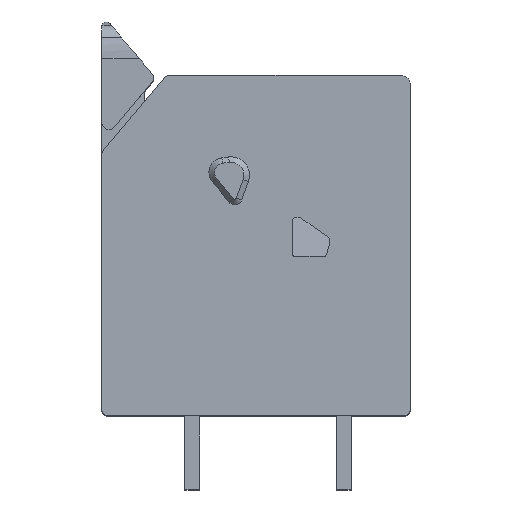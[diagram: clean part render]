
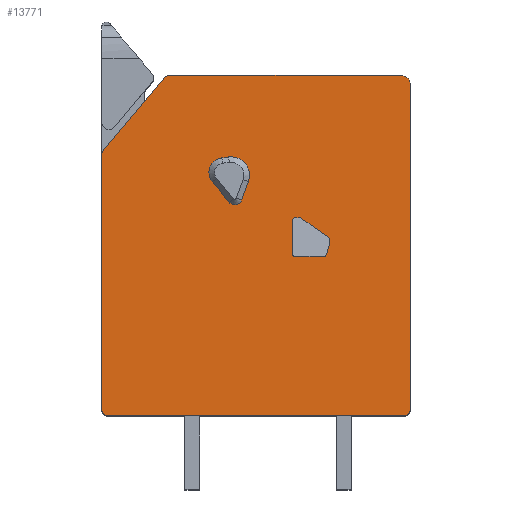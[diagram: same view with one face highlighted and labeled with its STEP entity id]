
A CAD part, top view. The second image highlights one B-rep face of the part: STEP entity #13771.
In plain terms, the highlighted planar face has unit normal (0, 0, 1).
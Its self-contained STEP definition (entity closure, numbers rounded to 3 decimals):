
#153=PLANE('',#14569);
#478=CIRCLE('',#14263,0.3);
#548=CIRCLE('',#14398,0.3);
#618=CIRCLE('',#14512,0.3);
#619=CIRCLE('',#14515,0.3);
#621=CIRCLE('',#14519,0.5);
#668=CIRCLE('',#14568,0.3);
#669=CIRCLE('',#14570,0.2);
#670=CIRCLE('',#14571,0.2);
#671=CIRCLE('',#14572,0.3);
#672=CIRCLE('',#14573,0.3);
#673=CIRCLE('',#14574,1.);
#674=CIRCLE('',#14575,0.4);
#675=CIRCLE('',#14576,0.8);
#1676=ORIENTED_EDGE('',*,*,#4541,.F.);
#1677=ORIENTED_EDGE('',*,*,#4542,.F.);
#1678=ORIENTED_EDGE('',*,*,#4543,.F.);
#1679=ORIENTED_EDGE('',*,*,#4544,.F.);
#1680=ORIENTED_EDGE('',*,*,#3860,.F.);
#1681=ORIENTED_EDGE('',*,*,#4545,.T.);
#1682=ORIENTED_EDGE('',*,*,#4546,.F.);
#1683=ORIENTED_EDGE('',*,*,#4547,.F.);
#1684=ORIENTED_EDGE('',*,*,#4548,.F.);
#1685=ORIENTED_EDGE('',*,*,#4549,.F.);
#1686=ORIENTED_EDGE('',*,*,#4550,.F.);
#1687=ORIENTED_EDGE('',*,*,#4551,.F.);
#1688=ORIENTED_EDGE('',*,*,#4552,.F.);
#1689=ORIENTED_EDGE('',*,*,#4553,.F.);
#1690=ORIENTED_EDGE('',*,*,#4554,.F.);
#1691=ORIENTED_EDGE('',*,*,#4555,.F.);
#1692=ORIENTED_EDGE('',*,*,#4099,.T.);
#1693=ORIENTED_EDGE('',*,*,#4147,.T.);
#1694=ORIENTED_EDGE('',*,*,#4399,.T.);
#1695=ORIENTED_EDGE('',*,*,#4412,.T.);
#1696=ORIENTED_EDGE('',*,*,#4414,.T.);
#1697=ORIENTED_EDGE('',*,*,#4436,.T.);
#1698=ORIENTED_EDGE('',*,*,#4440,.T.);
#1699=ORIENTED_EDGE('',*,*,#4538,.T.);
#1700=ORIENTED_EDGE('',*,*,#4540,.T.);
#1701=ORIENTED_EDGE('',*,*,#4170,.T.);
#3860=EDGE_CURVE('',#5340,#5338,#478,.T.);
#4099=EDGE_CURVE('',#5555,#5554,#548,.T.);
#4147=EDGE_CURVE('',#5554,#5600,#6441,.T.);
#4170=EDGE_CURVE('',#5617,#5555,#6461,.T.);
#4399=EDGE_CURVE('',#5600,#5817,#618,.T.);
#4412=EDGE_CURVE('',#5817,#5823,#6623,.T.);
#4414=EDGE_CURVE('',#5823,#5824,#619,.T.);
#4436=EDGE_CURVE('',#5824,#5836,#6642,.T.);
#4440=EDGE_CURVE('',#5836,#5838,#621,.T.);
#4538=EDGE_CURVE('',#5838,#5935,#6696,.T.);
#4540=EDGE_CURVE('',#5935,#5617,#668,.T.);
#4541=EDGE_CURVE('',#5936,#5937,#669,.T.);
#4542=EDGE_CURVE('',#5938,#5936,#6697,.T.);
#4543=EDGE_CURVE('',#5939,#5938,#670,.T.);
#4544=EDGE_CURVE('',#5338,#5939,#6698,.T.);
#4545=EDGE_CURVE('',#5340,#5940,#6699,.T.);
#4546=EDGE_CURVE('',#5941,#5940,#671,.T.);
#4547=EDGE_CURVE('',#5942,#5941,#6700,.T.);
#4548=EDGE_CURVE('',#5943,#5942,#672,.T.);
#4549=EDGE_CURVE('',#5937,#5943,#6701,.T.);
#4550=EDGE_CURVE('',#5944,#5945,#6702,.T.);
#4551=EDGE_CURVE('',#5946,#5944,#673,.T.);
#4552=EDGE_CURVE('',#5947,#5946,#6703,.T.);
#4553=EDGE_CURVE('',#5948,#5947,#674,.T.);
#4554=EDGE_CURVE('',#5949,#5948,#6704,.T.);
#4555=EDGE_CURVE('',#5945,#5949,#675,.T.);
#5338=VERTEX_POINT('',#18233);
#5340=VERTEX_POINT('',#18237);
#5554=VERTEX_POINT('',#18785);
#5555=VERTEX_POINT('',#18787);
#5600=VERTEX_POINT('',#18880);
#5617=VERTEX_POINT('',#18922);
#5817=VERTEX_POINT('',#19482);
#5823=VERTEX_POINT('',#19502);
#5824=VERTEX_POINT('',#19506);
#5836=VERTEX_POINT('',#19565);
#5838=VERTEX_POINT('',#19578);
#5935=VERTEX_POINT('',#19774);
#5936=VERTEX_POINT('',#19781);
#5937=VERTEX_POINT('',#19782);
#5938=VERTEX_POINT('',#19784);
#5939=VERTEX_POINT('',#19786);
#5940=VERTEX_POINT('',#19789);
#5941=VERTEX_POINT('',#19791);
#5942=VERTEX_POINT('',#19793);
#5943=VERTEX_POINT('',#19795);
#5944=VERTEX_POINT('',#19798);
#5945=VERTEX_POINT('',#19799);
#5946=VERTEX_POINT('',#19801);
#5947=VERTEX_POINT('',#19803);
#5948=VERTEX_POINT('',#19805);
#5949=VERTEX_POINT('',#19807);
#6441=LINE('',#18881,#7437);
#6461=LINE('',#18921,#7457);
#6623=LINE('',#19503,#7619);
#6642=LINE('',#19566,#7638);
#6696=LINE('',#19775,#7692);
#6697=LINE('',#19783,#7693);
#6698=LINE('',#19787,#7694);
#6699=LINE('',#19788,#7695);
#6700=LINE('',#19792,#7696);
#6701=LINE('',#19796,#7697);
#6702=LINE('',#19797,#7698);
#6703=LINE('',#19802,#7699);
#6704=LINE('',#19806,#7700);
#7437=VECTOR('',#15716,1000.);
#7457=VECTOR('',#15744,1000.);
#7619=VECTOR('',#16092,1000.);
#7638=VECTOR('',#16117,1000.);
#7692=VECTOR('',#16269,1000.);
#7693=VECTOR('',#16280,1000.);
#7694=VECTOR('',#16283,1000.);
#7695=VECTOR('',#16284,1000.);
#7696=VECTOR('',#16287,1000.);
#7697=VECTOR('',#16290,1000.);
#7698=VECTOR('',#16291,1000.);
#7699=VECTOR('',#16294,1000.);
#7700=VECTOR('',#16297,1000.);
#8393=EDGE_LOOP('',(#1676,#1677,#1678,#1679,#1680,#1681,#1682,#1683,#1684,
#1685));
#8394=EDGE_LOOP('',(#1686,#1687,#1688,#1689,#1690,#1691));
#8395=EDGE_LOOP('',(#1692,#1693,#1694,#1695,#1696,#1697,#1698,#1699,#1700,
#1701));
#9006=FACE_BOUND('',#8393,.T.);
#9007=FACE_BOUND('',#8394,.T.);
#9008=FACE_BOUND('',#8395,.T.);
#13771=ADVANCED_FACE('',(#9006,#9007,#9008),#153,.T.);
#14263=AXIS2_PLACEMENT_3D('',#18238,#15259,#15260);
#14398=AXIS2_PLACEMENT_3D('',#18786,#15648,#15649);
#14512=AXIS2_PLACEMENT_3D('',#19483,#16076,#16077);
#14515=AXIS2_PLACEMENT_3D('',#19507,#16096,#16097);
#14519=AXIS2_PLACEMENT_3D('',#19579,#16123,#16124);
#14568=AXIS2_PLACEMENT_3D('',#19778,#16274,#16275);
#14569=AXIS2_PLACEMENT_3D('',#19779,#16276,#16277);
#14570=AXIS2_PLACEMENT_3D('',#19780,#16278,#16279);
#14571=AXIS2_PLACEMENT_3D('',#19785,#16281,#16282);
#14572=AXIS2_PLACEMENT_3D('',#19790,#16285,#16286);
#14573=AXIS2_PLACEMENT_3D('',#19794,#16288,#16289);
#14574=AXIS2_PLACEMENT_3D('',#19800,#16292,#16293);
#14575=AXIS2_PLACEMENT_3D('',#19804,#16295,#16296);
#14576=AXIS2_PLACEMENT_3D('',#19808,#16298,#16299);
#15259=DIRECTION('',(0.,0.,1.));
#15260=DIRECTION('',(1.,0.,0.));
#15648=DIRECTION('',(0.,0.,1.));
#15649=DIRECTION('',(1.,0.,0.));
#15716=DIRECTION('',(0.,-1.,0.));
#15744=DIRECTION('',(-0.643,-0.766,0.));
#16076=DIRECTION('',(0.,0.,1.));
#16077=DIRECTION('',(1.,0.,0.));
#16092=DIRECTION('',(1.,0.,0.));
#16096=DIRECTION('',(0.,0.,1.));
#16097=DIRECTION('',(1.,0.,0.));
#16117=DIRECTION('',(0.,1.,0.));
#16123=DIRECTION('',(0.,0.,1.));
#16124=DIRECTION('',(1.,0.,0.));
#16269=DIRECTION('',(-1.,0.,0.));
#16274=DIRECTION('',(0.,0.,1.));
#16275=DIRECTION('',(1.,0.,0.));
#16276=DIRECTION('',(0.,0.,1.));
#16277=DIRECTION('',(1.,0.,0.));
#16278=DIRECTION('',(0.,0.,1.));
#16279=DIRECTION('',(1.,0.,0.));
#16280=DIRECTION('',(1.,0.,0.));
#16281=DIRECTION('',(0.,0.,1.));
#16282=DIRECTION('',(1.,0.,0.));
#16283=DIRECTION('',(0.,-1.,0.));
#16284=DIRECTION('',(1.,0.,0.));
#16285=DIRECTION('',(0.,0.,1.));
#16286=DIRECTION('',(1.,0.,0.));
#16287=DIRECTION('',(-0.819,0.574,0.));
#16288=DIRECTION('',(0.,0.,1.));
#16289=DIRECTION('',(1.,0.,0.));
#16290=DIRECTION('',(0.259,0.966,0.));
#16291=DIRECTION('',(-0.992,-0.128,0.));
#16292=DIRECTION('',(0.,0.,1.));
#16293=DIRECTION('',(1.,0.,0.));
#16294=DIRECTION('',(0.343,0.939,0.));
#16295=DIRECTION('',(0.,0.,1.));
#16296=DIRECTION('',(1.,0.,0.));
#16297=DIRECTION('',(0.638,-0.77,0.));
#16298=DIRECTION('',(0.,0.,1.));
#16299=DIRECTION('',(1.,0.,0.));
#18233=CARTESIAN_POINT('',(-2.8,10.444,25.));
#18237=CARTESIAN_POINT('',(-2.657,10.7,25.));
#18238=CARTESIAN_POINT('',(-2.5,10.444,25.));
#18785=CARTESIAN_POINT('',(-13.1,14.12,25.));
#18786=CARTESIAN_POINT('',(-12.8,14.12,25.));
#18787=CARTESIAN_POINT('',(-13.03,14.313,25.));
#18880=CARTESIAN_POINT('',(-13.1,0.3,25.));
#18881=CARTESIAN_POINT('',(-13.1,14.12,25.));
#18921=CARTESIAN_POINT('',(-9.69,18.293,25.));
#18922=CARTESIAN_POINT('',(-9.69,18.293,25.));
#19482=CARTESIAN_POINT('',(-12.8,0.,25.));
#19483=CARTESIAN_POINT('',(-12.8,0.3,25.));
#19502=CARTESIAN_POINT('',(3.3,0.,25.));
#19503=CARTESIAN_POINT('',(-12.8,0.,25.));
#19506=CARTESIAN_POINT('',(3.6,0.3,25.));
#19507=CARTESIAN_POINT('',(3.3,0.3,25.));
#19565=CARTESIAN_POINT('',(3.6,17.9,25.));
#19566=CARTESIAN_POINT('',(3.6,0.3,25.));
#19578=CARTESIAN_POINT('',(3.1,18.4,25.));
#19579=CARTESIAN_POINT('',(3.1,17.9,25.));
#19774=CARTESIAN_POINT('',(-9.46,18.4,25.));
#19775=CARTESIAN_POINT('',(3.1,18.4,25.));
#19778=CARTESIAN_POINT('',(-9.46,18.1,25.));
#19779=CARTESIAN_POINT('',(-12.8,14.12,25.));
#19780=CARTESIAN_POINT('',(-1.108,8.8,25.));
#19781=CARTESIAN_POINT('',(-1.108,8.6,25.));
#19782=CARTESIAN_POINT('',(-0.915,8.748,25.));
#19783=CARTESIAN_POINT('',(-2.6,8.6,25.));
#19784=CARTESIAN_POINT('',(-2.6,8.6,25.));
#19785=CARTESIAN_POINT('',(-2.6,8.8,25.));
#19786=CARTESIAN_POINT('',(-2.8,8.8,25.));
#19787=CARTESIAN_POINT('',(-2.8,10.444,25.));
#19788=CARTESIAN_POINT('',(-3.,10.7,25.));
#19789=CARTESIAN_POINT('',(-2.343,10.7,25.));
#19790=CARTESIAN_POINT('',(-2.5,10.444,25.));
#19791=CARTESIAN_POINT('',(-2.328,10.69,25.));
#19792=CARTESIAN_POINT('',(-0.872,9.67,25.));
#19793=CARTESIAN_POINT('',(-0.872,9.67,25.));
#19794=CARTESIAN_POINT('',(-1.044,9.425,25.));
#19795=CARTESIAN_POINT('',(-0.754,9.347,25.));
#19796=CARTESIAN_POINT('',(-0.915,8.748,25.));
#19797=CARTESIAN_POINT('',(-6.228,13.992,25.));
#19798=CARTESIAN_POINT('',(-6.228,13.992,25.));
#19799=CARTESIAN_POINT('',(-6.602,13.943,25.));
#19800=CARTESIAN_POINT('',(-6.1,13.,25.));
#19801=CARTESIAN_POINT('',(-5.161,12.657,25.));
#19802=CARTESIAN_POINT('',(-5.524,11.663,25.));
#19803=CARTESIAN_POINT('',(-5.524,11.663,25.));
#19804=CARTESIAN_POINT('',(-5.9,11.8,25.));
#19805=CARTESIAN_POINT('',(-6.208,11.545,25.));
#19806=CARTESIAN_POINT('',(-7.116,12.639,25.));
#19807=CARTESIAN_POINT('',(-7.116,12.639,25.));
#19808=CARTESIAN_POINT('',(-6.5,13.15,25.));
